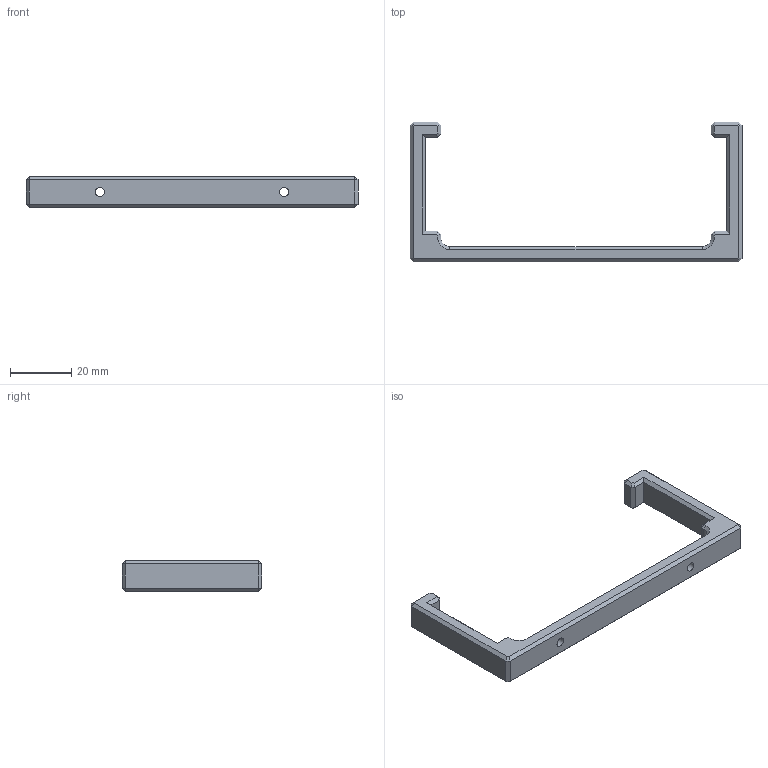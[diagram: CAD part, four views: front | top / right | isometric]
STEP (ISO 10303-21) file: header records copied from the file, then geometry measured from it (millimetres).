
FILE_DESCRIPTION(('FreeCAD Model'),'2;1');
FILE_NAME('Open CASCADE Shape Model','2023-12-15T13:56:45',(''),(''), 'Open CASCADE STEP processor 7.6','FreeCAD','Unknown');
FILE_SCHEMA(('AUTOMOTIVE_DESIGN { 1 0 10303 214 1 1 1 1 }'));
Length unit declared in the file: millimetre
Products named in the file (1): Body
Bounding box: 108 x 45.5 x 10 mm (x, y, z)
Volume: 9970.2 mm3; surface area: 5679 mm2
Topology: 1 solids, 1 shells, 88 faces, 202 edges, 116 vertices
Faces by surface type: plane 80, cone 4, cylinder 4
Full cylindrical faces by diameter (mm): 3 x2
Entity records: 5050 total; most frequent: CARTESIAN_POINT 859, DIRECTION 788, LINE 586, VECTOR 586, ORIENTED_EDGE 404, PCURVE 404, DEFINITIONAL_REPRESENTATION 404, EDGE_CURVE 202
